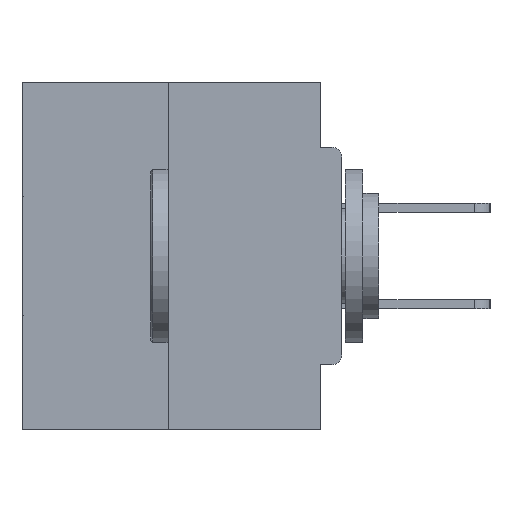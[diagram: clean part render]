
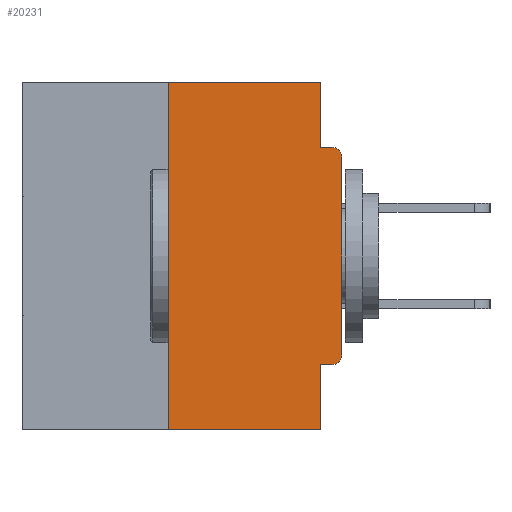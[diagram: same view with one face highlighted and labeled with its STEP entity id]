
A CAD part, left-side view. The second image highlights one B-rep face of the part: STEP entity #20231.
In plain terms, the highlighted planar face has unit normal (-1, 0, 0).
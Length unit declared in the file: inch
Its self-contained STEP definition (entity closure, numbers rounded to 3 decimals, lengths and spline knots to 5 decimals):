
#333 = VERTEX_POINT ( 'NONE', #5945 ) ;
#887 = CARTESIAN_POINT ( 'NONE',  ( 0., 0., 0. ) ) ;
#1464 = VERTEX_POINT ( 'NONE', #33918 ) ;
#1621 = CARTESIAN_POINT ( 'NONE',  ( 0., 0.015, -0.3915 ) ) ;
#1705 = LINE ( 'NONE', #11687, #23332 ) ;
#1867 = VECTOR ( 'NONE', #4233, 39.37008 ) ;
#2040 = DIRECTION ( 'NONE',  ( 0., 1., 0. ) ) ;
#2047 = ORIENTED_EDGE ( 'NONE', *, *, #16756, .F. ) ;
#2658 = VERTEX_POINT ( 'NONE', #30926 ) ;
#2784 = EDGE_CURVE ( 'NONE', #2658, #16630, #11333, .T. ) ;
#3145 = CARTESIAN_POINT ( 'NONE',  ( 0., 0.031, -0.0935 ) ) ;
#3330 = LINE ( 'NONE', #28670, #1867 ) ;
#3946 = CARTESIAN_POINT ( 'NONE',  ( 0., 0.46, 0. ) ) ;
#4233 = DIRECTION ( 'NONE',  ( 0., 0., 1. ) ) ;
#4668 = PLANE ( 'NONE',  #27716 ) ;
#4741 = EDGE_CURVE ( 'NONE', #4834, #15541, #14030, .T. ) ;
#4834 = VERTEX_POINT ( 'NONE', #24193 ) ;
#5071 = ORIENTED_EDGE ( 'NONE', *, *, #17535, .F. ) ;
#5206 = ORIENTED_EDGE ( 'NONE', *, *, #26737, .T. ) ;
#5300 = CARTESIAN_POINT ( 'NONE',  ( 0., 0.46, -0.5 ) ) ;
#5945 = CARTESIAN_POINT ( 'NONE',  ( 0., 0.25, -0.5 ) ) ;
#6222 = ORIENTED_EDGE ( 'NONE', *, *, #4741, .T. ) ;
#7774 = CARTESIAN_POINT ( 'NONE',  ( 0., 0., -0.4065 ) ) ;
#9315 = LINE ( 'NONE', #7774, #13162 ) ;
#10223 = DIRECTION ( 'NONE',  ( 0., -1., 0. ) ) ;
#10322 = AXIS2_PLACEMENT_3D ( 'NONE', #1621, #23120, #16509 ) ;
#11212 = EDGE_LOOP ( 'NONE', ( #38296, #2047, #34982, #5071, #28993, #5206, #34193, #6222, #11356, #16865 ) ) ;
#11333 = LINE ( 'NONE', #3946, #36202 ) ;
#11356 = ORIENTED_EDGE ( 'NONE', *, *, #20802, .F. ) ;
#11687 = CARTESIAN_POINT ( 'NONE',  ( 0., 0.031, 0. ) ) ;
#12767 = VERTEX_POINT ( 'NONE', #30801 ) ;
#13162 = VECTOR ( 'NONE', #2040, 39.37008 ) ;
#13459 = DIRECTION ( 'NONE',  ( 0., 0., 1. ) ) ;
#13824 = CARTESIAN_POINT ( 'NONE',  ( 0., 0.015, -0.1085 ) ) ;
#13934 = CARTESIAN_POINT ( 'NONE',  ( 0., 0.031, -0.5 ) ) ;
#14030 = CIRCLE ( 'NONE', #34607, 0.015 ) ;
#14286 = CARTESIAN_POINT ( 'NONE',  ( 0., 0., -0.0935 ) ) ;
#14601 = DIRECTION ( 'NONE',  ( 1., 0., 0. ) ) ;
#15152 = DIRECTION ( 'NONE',  ( 0., 0., -1. ) ) ;
#15541 = VERTEX_POINT ( 'NONE', #30388 ) ;
#16509 = DIRECTION ( 'NONE',  ( 0., 0., -1. ) ) ;
#16630 = VERTEX_POINT ( 'NONE', #33903 ) ;
#16756 = EDGE_CURVE ( 'NONE', #333, #2658, #3330, .T. ) ;
#16865 = ORIENTED_EDGE ( 'NONE', *, *, #21513, .F. ) ;
#17535 = EDGE_CURVE ( 'NONE', #31358, #19815, #22950, .T. ) ;
#19797 = CARTESIAN_POINT ( 'NONE',  ( 0., 0.031, -0.4065 ) ) ;
#19815 = VERTEX_POINT ( 'NONE', #13934 ) ;
#19857 = CARTESIAN_POINT ( 'NONE',  ( 0., 0.46, 0. ) ) ;
#20231 = ADVANCED_FACE ( 'NONE', ( #30132 ), #4668, .F. ) ;
#20418 = LINE ( 'NONE', #887, #35703 ) ;
#20802 = EDGE_CURVE ( 'NONE', #22084, #15541, #39661, .T. ) ;
#20865 = EDGE_CURVE ( 'NONE', #333, #19815, #38715, .T. ) ;
#21513 = EDGE_CURVE ( 'NONE', #16630, #22084, #1705, .T. ) ;
#22084 = VERTEX_POINT ( 'NONE', #3145 ) ;
#22950 = LINE ( 'NONE', #27123, #37763 ) ;
#23120 = DIRECTION ( 'NONE',  ( -1., 0., 0. ) ) ;
#23332 = VECTOR ( 'NONE', #33426, 39.37008 ) ;
#24193 = CARTESIAN_POINT ( 'NONE',  ( 0., 0., -0.1085 ) ) ;
#24828 = VECTOR ( 'NONE', #35984, 39.37008 ) ;
#24980 = EDGE_CURVE ( 'NONE', #12767, #31358, #9315, .T. ) ;
#26737 = EDGE_CURVE ( 'NONE', #12767, #1464, #37955, .T. ) ;
#27123 = CARTESIAN_POINT ( 'NONE',  ( 0., 0.031, -0.5 ) ) ;
#27716 = AXIS2_PLACEMENT_3D ( 'NONE', #19857, #14601, #39403 ) ;
#28670 = CARTESIAN_POINT ( 'NONE',  ( 0., 0.25, 0. ) ) ;
#28993 = ORIENTED_EDGE ( 'NONE', *, *, #24980, .F. ) ;
#30110 = DIRECTION ( 'NONE',  ( 0., -1., 0. ) ) ;
#30132 = FACE_OUTER_BOUND ( 'NONE', #11212, .T. ) ;
#30388 = CARTESIAN_POINT ( 'NONE',  ( 0., 0.015, -0.0935 ) ) ;
#30571 = VECTOR ( 'NONE', #30110, 39.37008 ) ;
#30801 = CARTESIAN_POINT ( 'NONE',  ( 0., 0.015, -0.4065 ) ) ;
#30926 = CARTESIAN_POINT ( 'NONE',  ( 0., 0.25, 0. ) ) ;
#31235 = EDGE_CURVE ( 'NONE', #1464, #4834, #20418, .T. ) ;
#31358 = VERTEX_POINT ( 'NONE', #19797 ) ;
#33426 = DIRECTION ( 'NONE',  ( 0., 0., -1. ) ) ;
#33903 = CARTESIAN_POINT ( 'NONE',  ( 0., 0.031, 0. ) ) ;
#33918 = CARTESIAN_POINT ( 'NONE',  ( 0., 0., -0.3915 ) ) ;
#34193 = ORIENTED_EDGE ( 'NONE', *, *, #31235, .T. ) ;
#34607 = AXIS2_PLACEMENT_3D ( 'NONE', #13824, #35525, #38635 ) ;
#34982 = ORIENTED_EDGE ( 'NONE', *, *, #20865, .T. ) ;
#35525 = DIRECTION ( 'NONE',  ( -1., 0., 0. ) ) ;
#35703 = VECTOR ( 'NONE', #13459, 39.37008 ) ;
#35984 = DIRECTION ( 'NONE',  ( 0., -1., 0. ) ) ;
#36202 = VECTOR ( 'NONE', #10223, 39.37008 ) ;
#37763 = VECTOR ( 'NONE', #15152, 39.37008 ) ;
#37955 = CIRCLE ( 'NONE', #10322, 0.015 ) ;
#38296 = ORIENTED_EDGE ( 'NONE', *, *, #2784, .F. ) ;
#38635 = DIRECTION ( 'NONE',  ( 0., 0., -1. ) ) ;
#38715 = LINE ( 'NONE', #5300, #30571 ) ;
#39403 = DIRECTION ( 'NONE',  ( 0., 0., -1. ) ) ;
#39661 = LINE ( 'NONE', #14286, #24828 ) ;
